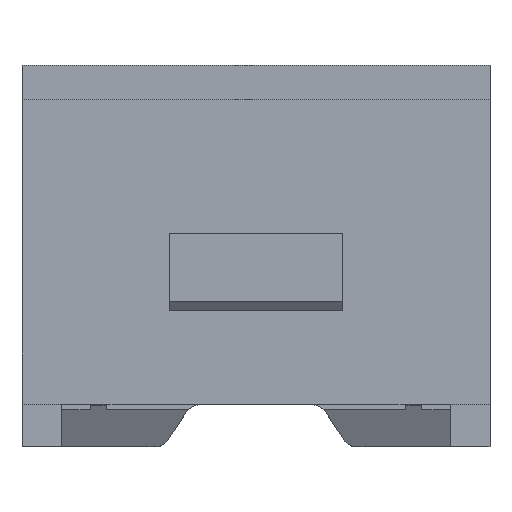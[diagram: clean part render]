
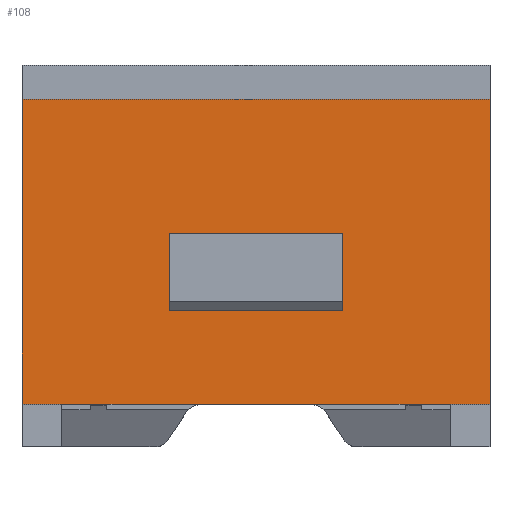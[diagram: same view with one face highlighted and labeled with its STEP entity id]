
A CAD part, top view. The second image highlights one B-rep face of the part: STEP entity #108.
In plain terms, the highlighted planar face has unit normal (0, 0, 1).
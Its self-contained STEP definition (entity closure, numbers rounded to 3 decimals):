
#84=FACE_BOUND('',#629,.T.);
#85=FACE_BOUND('',#630,.T.);
#108=ADVANCED_FACE('',(#84,#85),#299,.T.);
#299=PLANE('',#3820);
#629=EDGE_LOOP('',(#946,#947,#948,#949));
#630=EDGE_LOOP('',(#950,#951,#952,#953));
#946=ORIENTED_EDGE('',*,*,#2398,.F.);
#947=ORIENTED_EDGE('',*,*,#2399,.T.);
#948=ORIENTED_EDGE('',*,*,#2400,.F.);
#949=ORIENTED_EDGE('',*,*,#2401,.F.);
#950=ORIENTED_EDGE('',*,*,#2402,.F.);
#951=ORIENTED_EDGE('',*,*,#2403,.T.);
#952=ORIENTED_EDGE('',*,*,#2390,.T.);
#953=ORIENTED_EDGE('',*,*,#2404,.F.);
#2026=VERTEX_POINT('',#5169);
#2027=VERTEX_POINT('',#5170);
#2034=VERTEX_POINT('',#5186);
#2035=VERTEX_POINT('',#5187);
#2036=VERTEX_POINT('',#5189);
#2037=VERTEX_POINT('',#5191);
#2038=VERTEX_POINT('',#5194);
#2039=VERTEX_POINT('',#5195);
#2390=EDGE_CURVE('',#2026,#2027,#2929,.T.);
#2398=EDGE_CURVE('',#2034,#2035,#2937,.T.);
#2399=EDGE_CURVE('',#2034,#2036,#2938,.T.);
#2400=EDGE_CURVE('',#2037,#2036,#2939,.T.);
#2401=EDGE_CURVE('',#2035,#2037,#2940,.T.);
#2402=EDGE_CURVE('',#2038,#2039,#2941,.T.);
#2403=EDGE_CURVE('',#2038,#2026,#2942,.T.);
#2404=EDGE_CURVE('',#2039,#2027,#2943,.T.);
#2929=LINE('',#5168,#3379);
#2937=LINE('',#5185,#3387);
#2938=LINE('',#5188,#3388);
#2939=LINE('',#5190,#3389);
#2940=LINE('',#5192,#3390);
#2941=LINE('',#5193,#3391);
#2942=LINE('',#5196,#3392);
#2943=LINE('',#5197,#3393);
#3379=VECTOR('',#4131,1.);
#3387=VECTOR('',#4141,1.);
#3388=VECTOR('',#4142,1.);
#3389=VECTOR('',#4143,1.);
#3390=VECTOR('',#4144,1.);
#3391=VECTOR('',#4145,1.);
#3392=VECTOR('',#4146,1.);
#3393=VECTOR('',#4147,1.);
#3820=AXIS2_PLACEMENT_3D('',#5198,#4148,#4149);
#4131=DIRECTION('',(0.,-1.,0.));
#4141=DIRECTION('',(0.,1.,0.));
#4142=DIRECTION('',(-1.,0.,0.));
#4143=DIRECTION('',(0.,-1.,0.));
#4144=DIRECTION('',(-1.,0.,0.));
#4145=DIRECTION('',(0.,-1.,0.));
#4146=DIRECTION('',(-1.,0.,0.));
#4147=DIRECTION('',(-1.,0.,0.));
#4148=DIRECTION('',(0.,0.,1.));
#4149=DIRECTION('',(1.,0.,0.));
#5168=CARTESIAN_POINT('',(-4.45,9.65,6.1));
#5169=CARTESIAN_POINT('',(-4.45,9.,6.1));
#5170=CARTESIAN_POINT('',(-4.45,3.2,6.1));
#5185=CARTESIAN_POINT('',(1.65,6.45,6.1));
#5186=CARTESIAN_POINT('',(1.65,4.98,6.1));
#5187=CARTESIAN_POINT('',(1.65,6.45,6.1));
#5188=CARTESIAN_POINT('',(1.65,4.98,6.1));
#5189=CARTESIAN_POINT('',(-1.65,4.98,6.1));
#5190=CARTESIAN_POINT('',(-1.65,6.45,6.1));
#5191=CARTESIAN_POINT('',(-1.65,6.45,6.1));
#5192=CARTESIAN_POINT('',(1.65,6.45,6.1));
#5193=CARTESIAN_POINT('',(4.45,9.65,6.1));
#5194=CARTESIAN_POINT('',(4.45,9.,6.1));
#5195=CARTESIAN_POINT('',(4.45,3.2,6.1));
#5196=CARTESIAN_POINT('',(4.45,9.,6.1));
#5197=CARTESIAN_POINT('',(4.45,3.2,6.1));
#5198=CARTESIAN_POINT('',(4.45,9.65,6.1));
